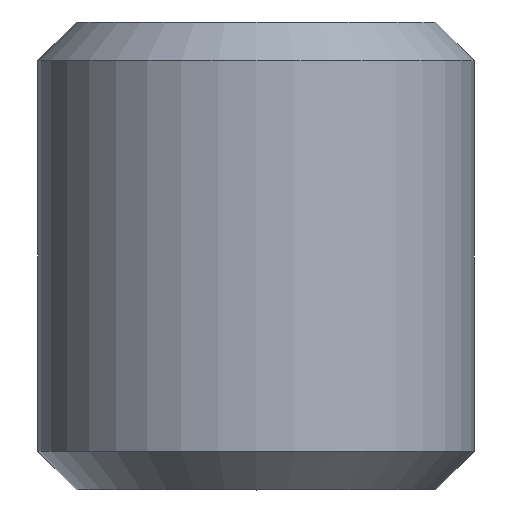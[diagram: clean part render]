
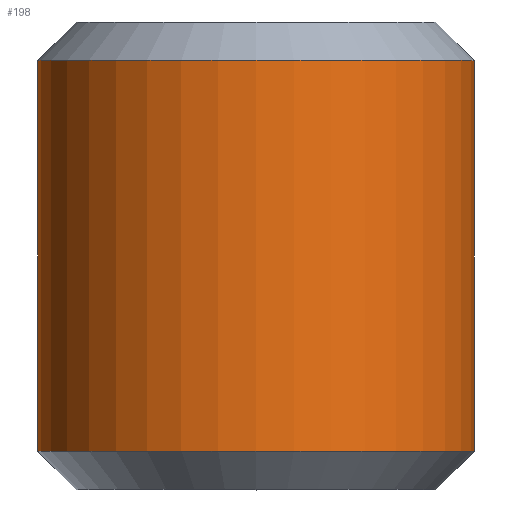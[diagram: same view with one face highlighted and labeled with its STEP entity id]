
A CAD part, top view. The second image highlights one B-rep face of the part: STEP entity #198.
In plain terms, the highlighted cylindrical face has radius 7 mm (diameter 14 mm), a partial arc.
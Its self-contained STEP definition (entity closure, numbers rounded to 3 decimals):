
#10 = DIRECTION ( 'NONE',  ( 0., -1., 0. ) ) ;
#59 = EDGE_CURVE ( 'NONE', #287, #61, #74, .T. ) ;
#61 = VERTEX_POINT ( 'NONE', #257 ) ;
#68 = VECTOR ( 'NONE', #237, 1000. ) ;
#69 = CARTESIAN_POINT ( 'NONE',  ( 7., -1.227, 0. ) ) ;
#73 = DIRECTION ( 'NONE',  ( 1., 0., 0. ) ) ;
#74 = CIRCLE ( 'NONE', #242, 7. ) ;
#82 = CYLINDRICAL_SURFACE ( 'NONE', #217, 7. ) ;
#86 = EDGE_LOOP ( 'NONE', ( #245, #357, #361, #304 ) ) ;
#90 = LINE ( 'NONE', #185, #388 ) ;
#110 = DIRECTION ( 'NONE',  ( 1., 0., 0. ) ) ;
#143 = CARTESIAN_POINT ( 'NONE',  ( -7., -1.227, 0. ) ) ;
#146 = VERTEX_POINT ( 'NONE', #69 ) ;
#165 = CARTESIAN_POINT ( 'NONE',  ( 0., -13.773, 0. ) ) ;
#169 = DIRECTION ( 'NONE',  ( 0., -1., 0. ) ) ;
#172 = EDGE_CURVE ( 'NONE', #250, #61, #294, .T. ) ;
#185 = CARTESIAN_POINT ( 'NONE',  ( 7., 0., 0. ) ) ;
#198 = ADVANCED_FACE ( 'CYL_1', ( #208 ), #82, .T. ) ;
#208 = FACE_OUTER_BOUND ( 'NONE', #86, .T. ) ;
#217 = AXIS2_PLACEMENT_3D ( 'NONE', #272, #169, #110 ) ;
#218 = CARTESIAN_POINT ( 'NONE',  ( 0., -1.227, 0. ) ) ;
#222 = AXIS2_PLACEMENT_3D ( 'NONE', #218, #381, #224 ) ;
#224 = DIRECTION ( 'NONE',  ( 1., 0., 0. ) ) ;
#237 = DIRECTION ( 'NONE',  ( 0., -1., 0. ) ) ;
#242 = AXIS2_PLACEMENT_3D ( 'NONE', #165, #10, #73 ) ;
#245 = ORIENTED_EDGE ( 'NONE', *, *, #336, .T. ) ;
#250 = VERTEX_POINT ( 'NONE', #143 ) ;
#257 = CARTESIAN_POINT ( 'NONE',  ( -7., -13.773, 0. ) ) ;
#272 = CARTESIAN_POINT ( 'NONE',  ( 0., 0., 0. ) ) ;
#287 = VERTEX_POINT ( 'NONE', #325 ) ;
#294 = LINE ( 'NONE', #328, #68 ) ;
#304 = ORIENTED_EDGE ( 'NONE', *, *, #329, .F. ) ;
#325 = CARTESIAN_POINT ( 'NONE',  ( 7., -13.773, 0. ) ) ;
#328 = CARTESIAN_POINT ( 'NONE',  ( -7., 0., 0. ) ) ;
#329 = EDGE_CURVE ( 'NONE', #146, #287, #90, .T. ) ;
#336 = EDGE_CURVE ( 'NONE', #146, #250, #354, .T. ) ;
#354 = CIRCLE ( 'NONE', #222, 7. ) ;
#357 = ORIENTED_EDGE ( 'NONE', *, *, #172, .T. ) ;
#361 = ORIENTED_EDGE ( 'NONE', *, *, #59, .F. ) ;
#381 = DIRECTION ( 'NONE',  ( 0., -1., 0. ) ) ;
#388 = VECTOR ( 'NONE', #396, 1000. ) ;
#396 = DIRECTION ( 'NONE',  ( 0., -1., 0. ) ) ;
